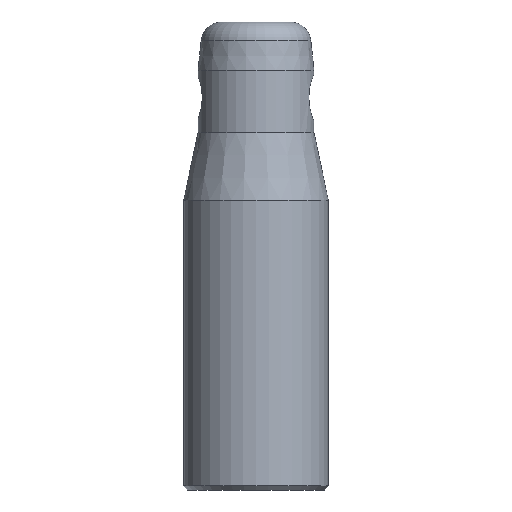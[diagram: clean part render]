
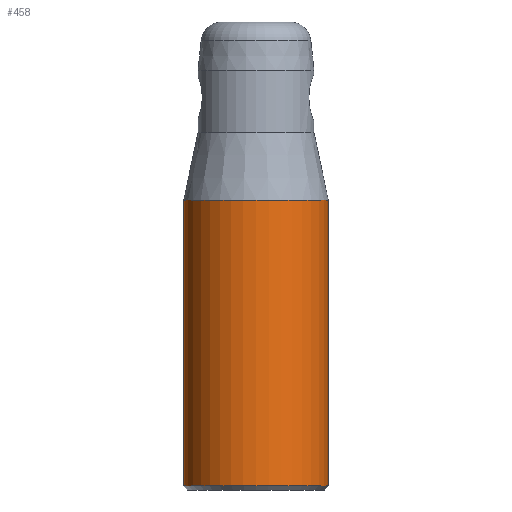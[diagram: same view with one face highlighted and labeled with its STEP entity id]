
A CAD part, front view. The second image highlights one B-rep face of the part: STEP entity #458.
In plain terms, the highlighted cylindrical face has radius 17.45 mm (diameter 34.9 mm), a partial arc.
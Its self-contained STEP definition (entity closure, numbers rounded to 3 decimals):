
#12 = VERTEX_POINT ( 'NONE', #513 ) ;
#34 = FACE_OUTER_BOUND ( 'NONE', #375, .T. ) ;
#45 = VECTOR ( 'NONE', #543, 1000. ) ;
#50 = CIRCLE ( 'NONE', #515, 17.45 ) ;
#79 = EDGE_CURVE ( 'NONE', #160, #627, #50, .T. ) ;
#113 = ORIENTED_EDGE ( 'NONE', *, *, #261, .F. ) ;
#139 = DIRECTION ( 'NONE',  ( 1., 0., 0. ) ) ;
#141 = DIRECTION ( 'NONE',  ( 1., 0., 0. ) ) ;
#158 = AXIS2_PLACEMENT_3D ( 'NONE', #184, #447, #141 ) ;
#159 = CARTESIAN_POINT ( 'NONE',  ( 17.45, 0., 0. ) ) ;
#160 = VERTEX_POINT ( 'NONE', #440 ) ;
#184 = CARTESIAN_POINT ( 'NONE',  ( 0., 0., 0. ) ) ;
#215 = CIRCLE ( 'NONE', #600, 17.45 ) ;
#261 = EDGE_CURVE ( 'NONE', #12, #625, #215, .T. ) ;
#265 = ORIENTED_EDGE ( 'NONE', *, *, #577, .F. ) ;
#279 = DIRECTION ( 'NONE',  ( 1., 0., 0. ) ) ;
#280 = CYLINDRICAL_SURFACE ( 'NONE', #158, 17.45 ) ;
#318 = ORIENTED_EDGE ( 'NONE', *, *, #391, .T. ) ;
#329 = CARTESIAN_POINT ( 'NONE',  ( -17.45, 0., 0. ) ) ;
#366 = CARTESIAN_POINT ( 'NONE',  ( 17.45, 0., -69. ) ) ;
#375 = EDGE_LOOP ( 'NONE', ( #265, #490, #318, #113 ) ) ;
#391 = EDGE_CURVE ( 'NONE', #627, #625, #467, .T. ) ;
#406 = DIRECTION ( 'NONE',  ( 0., 0., 1. ) ) ;
#440 = CARTESIAN_POINT ( 'NONE',  ( -17.45, 0., -69. ) ) ;
#447 = DIRECTION ( 'NONE',  ( 0., 0., 1. ) ) ;
#458 = ADVANCED_FACE ( 'NONE', ( #34 ), #280, .T. ) ;
#467 = LINE ( 'NONE', #617, #568 ) ;
#482 = CARTESIAN_POINT ( 'NONE',  ( 0., 0., 0. ) ) ;
#490 = ORIENTED_EDGE ( 'NONE', *, *, #79, .T. ) ;
#491 = DIRECTION ( 'NONE',  ( 0., 0., 1. ) ) ;
#498 = LINE ( 'NONE', #329, #45 ) ;
#508 = DIRECTION ( 'NONE',  ( 0., 0., 1. ) ) ;
#513 = CARTESIAN_POINT ( 'NONE',  ( -17.45, 0., 0. ) ) ;
#515 = AXIS2_PLACEMENT_3D ( 'NONE', #611, #508, #139 ) ;
#543 = DIRECTION ( 'NONE',  ( 0., 0., 1. ) ) ;
#568 = VECTOR ( 'NONE', #406, 1000. ) ;
#577 = EDGE_CURVE ( 'NONE', #160, #12, #498, .T. ) ;
#600 = AXIS2_PLACEMENT_3D ( 'NONE', #482, #491, #279 ) ;
#611 = CARTESIAN_POINT ( 'NONE',  ( 0., 0., -69. ) ) ;
#617 = CARTESIAN_POINT ( 'NONE',  ( 17.45, 0., 0. ) ) ;
#625 = VERTEX_POINT ( 'NONE', #159 ) ;
#627 = VERTEX_POINT ( 'NONE', #366 ) ;
